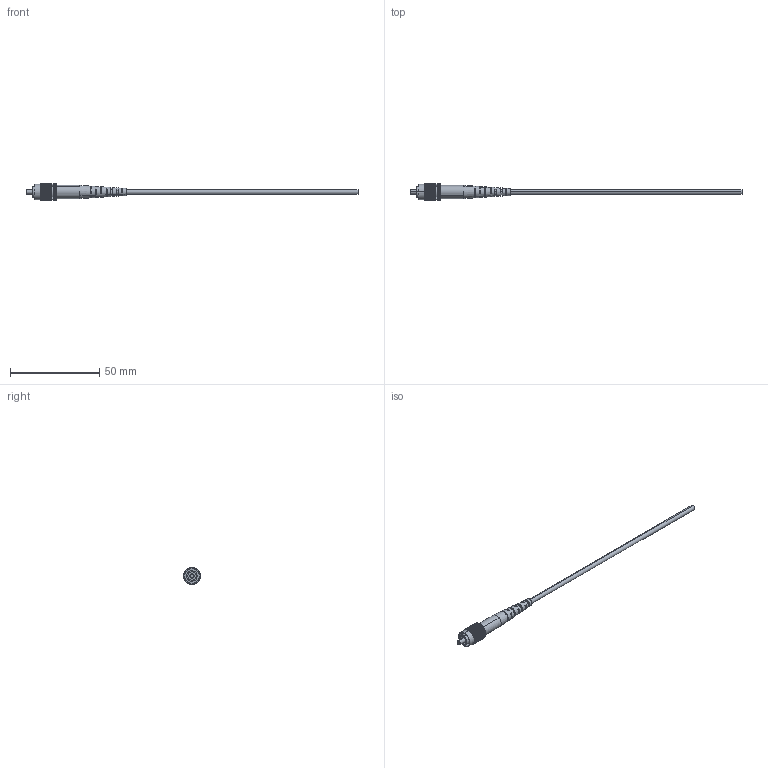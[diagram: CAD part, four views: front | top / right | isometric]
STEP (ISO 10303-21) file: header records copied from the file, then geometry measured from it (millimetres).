
FILE_DESCRIPTION (( 'STEP AP214' ), '1' );
FILE_NAME ('FPT2OM2-FC.STEP', '2012-11-06T16:36:12', ( 'x' ), ( '' ), 'SwSTEP 2.0', 'SolidWorks 2012', '' );
FILE_SCHEMA (( 'AUTOMOTIVE_DESIGN' ));
Length unit declared in the file: inch
Products named in the file (5): CONN-351-102-71; CONN-351-102-71-MA2; CONN-351-102-71-MA1; 1AL06-096; FPT2OM2-FC
Assembly tree (4 placements, depth 3):
  FPT2OM2-FC
    1AL06-096
    CONN-351-102-71
      CONN-351-102-71-MA1
      CONN-351-102-71-MA2
Bounding box: 186.36 x 9.52 x 9.52 mm (x, y, z)
Volume: 2140.6 mm3; surface area: 3963.3 mm2
Topology: 3 solids, 3 shells, 385 faces, 1150 edges, 766 vertices
Faces by surface type: plane 287, cylinder 92, cone 6
Entity records: 14045 total; most frequent: CARTESIAN_POINT 2651, ORIENTED_EDGE 2300, DIRECTION 2154, EDGE_CURVE 1150, VECTOR 820, LINE 820, VERTEX_POINT 766, AXIS2_PLACEMENT_3D 667
